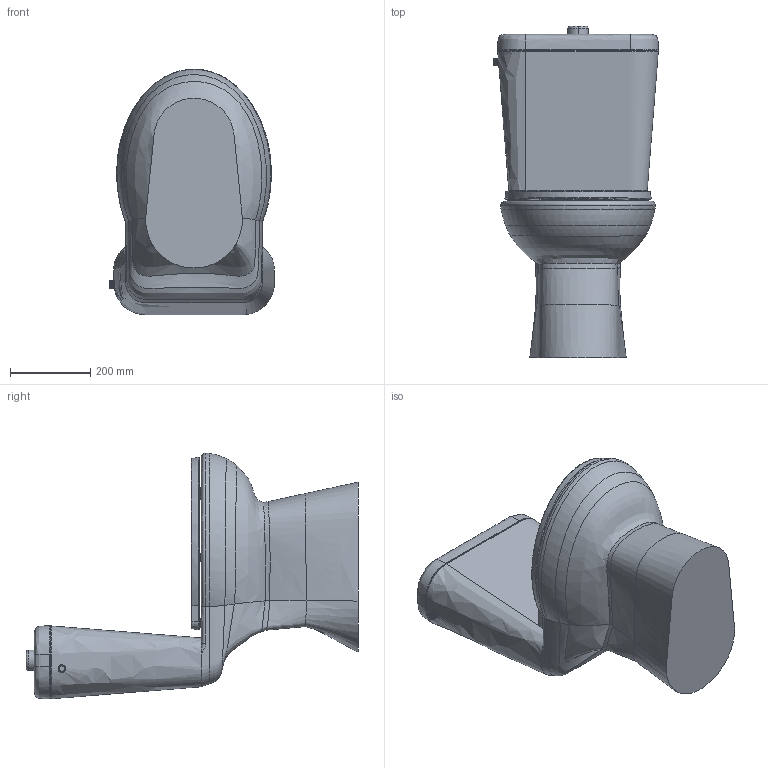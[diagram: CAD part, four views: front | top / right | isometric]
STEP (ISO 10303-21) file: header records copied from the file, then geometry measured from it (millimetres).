
FILE_DESCRIPTION (( 'STEP AP214' ), '1' );
FILE_NAME ('toilette.STEP', '2018-12-06T14:18:27', ( '' ), ( '' ), 'SwSTEP 2.0', 'SolidWorks 2016', '' );
FILE_SCHEMA (( 'AUTOMOTIVE_DESIGN' ));
Length unit declared in the file: millimetre
Products named in the file (8): Pièce6^toilette; Pièce7^toilette; toilette; Pièce5^toilette; Pièce2^toilette; chiote; Pièce3^toilette; Pièce1^toilette
Assembly tree (2 placements, depth 2):
  Pièce6^toilette
  toilette
    chiote
    Pièce7^toilette
  Pièce5^toilette
  Pièce2^toilette
  Pièce3^toilette
Bounding box: 410 x 826 x 611.29 mm (x, y, z)
Volume: 40513499 mm3; surface area: 2018002.3 mm2
Topology: 2 solids, 3 shells, 237 faces, 609 edges, 389 vertices
Faces by surface type: cylinder 77, plane 54, bspline 53, torus 30, cone 23
Entity records: 22067 total; most frequent: CARTESIAN_POINT 15701, ORIENTED_EDGE 1218, DIRECTION 937, EDGE_CURVE 609, VERTEX_POINT 389, AXIS2_PLACEMENT_3D 374, EDGE_LOOP 250, ADVANCED_FACE 237
